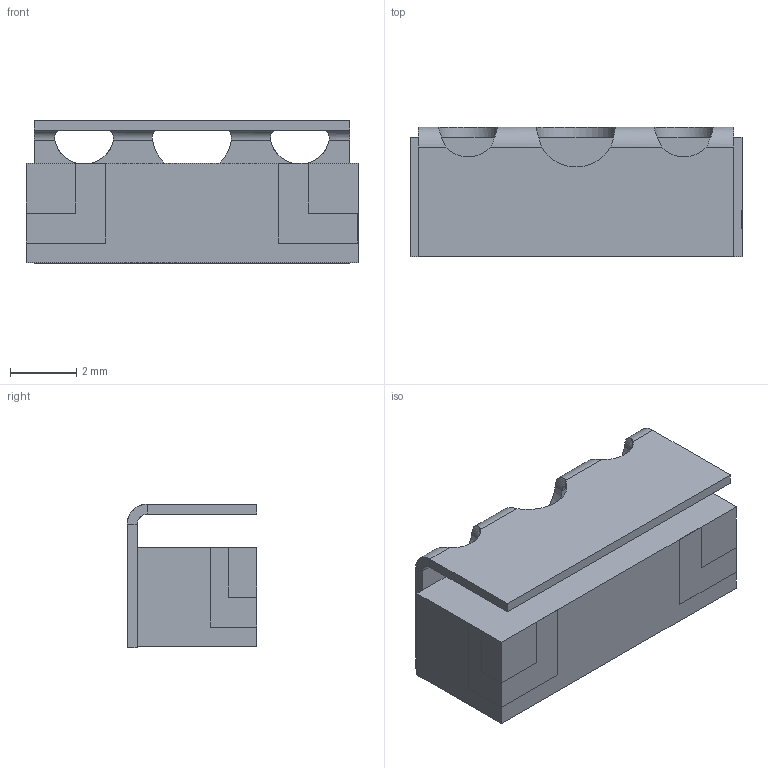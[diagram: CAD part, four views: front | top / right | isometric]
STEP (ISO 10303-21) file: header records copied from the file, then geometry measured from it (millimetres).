
FILE_DESCRIPTION(('STEP AP203'), '1');
FILE_NAME('ÍØÁÀ.434834.018-07_Ôèëüòð ÔÊÏ1-218-07-5.7-220', '', ('UNSPECIFIED'), ('UNSPECIFIED'), 'ASCON STEP Converter 1.6', 'ASCON Math Kernel', '');
FILE_SCHEMA(('CONFIG_CONTROL_DESIGN'));
Length unit declared in the file: millimetre
Products named in the file (1): НШБА.434834.018-07_Фильтр ФКП1-218-07-5.7-220
Bounding box: 10 x 3.9 x 4.32 mm (x, y, z)
Volume: 127.3 mm3; surface area: 241.8 mm2
Topology: 1 solids, 1 shells, 344 faces, 918 edges, 598 vertices
Faces by surface type: plane 228, bspline 94, cylinder 22
Entity records: 22176 total; most frequent: CARTESIAN_POINT 11584, ORIENTED_EDGE 1836, DIRECTION 1194, EDGE_CURVE 918, LINE 616, VECTOR 616, VERTEX_POINT 598, FACE_BOUND 372
